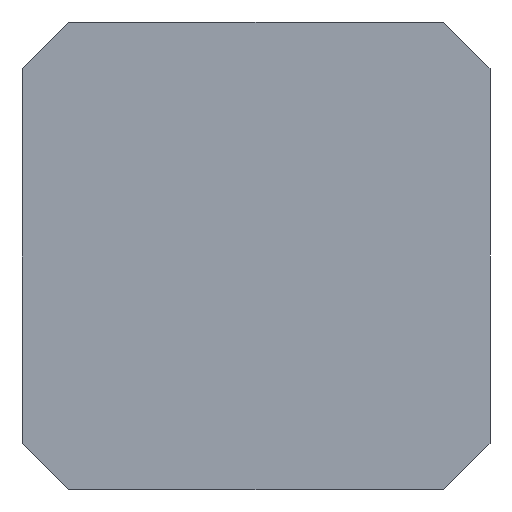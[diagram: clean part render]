
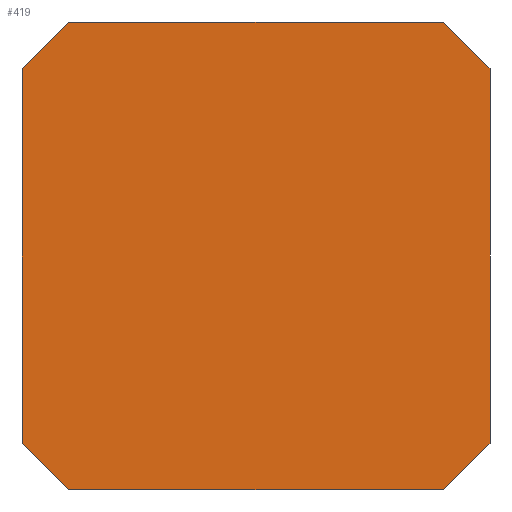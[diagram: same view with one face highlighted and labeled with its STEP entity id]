
A CAD part, front view. The second image highlights one B-rep face of the part: STEP entity #419.
In plain terms, the highlighted planar face has unit normal (0, -1, 0).
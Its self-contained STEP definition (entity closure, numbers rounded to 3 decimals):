
#23 = DIRECTION ( 'NONE',  ( 0., 0., -1. ) ) ;
#24 = VECTOR ( 'NONE', #1220, 1000. ) ;
#36 = DIRECTION ( 'NONE',  ( 0.707, 0., 0.707 ) ) ;
#92 = EDGE_CURVE ( 'NONE', #1048, #153, #783, .T. ) ;
#101 = DIRECTION ( 'NONE',  ( 0.707, 0., -0.707 ) ) ;
#103 = EDGE_CURVE ( 'NONE', #157, #1170, #713, .T. ) ;
#104 = DIRECTION ( 'NONE',  ( 1., 0., 0. ) ) ;
#134 = DIRECTION ( 'NONE',  ( 0., -1., 0. ) ) ;
#153 = VERTEX_POINT ( 'NONE', #407 ) ;
#157 = VERTEX_POINT ( 'NONE', #1302 ) ;
#189 = EDGE_CURVE ( 'NONE', #428, #1193, #1071, .T. ) ;
#233 = DIRECTION ( 'NONE',  ( -0.707, 0., -0.707 ) ) ;
#292 = LINE ( 'NONE', #1257, #1101 ) ;
#330 = EDGE_CURVE ( 'NONE', #428, #406, #656, .T. ) ;
#385 = FACE_OUTER_BOUND ( 'NONE', #1268, .T. ) ;
#406 = VERTEX_POINT ( 'NONE', #465 ) ;
#407 = CARTESIAN_POINT ( 'NONE',  ( 37.8, -50., 0. ) ) ;
#415 = CARTESIAN_POINT ( 'NONE',  ( 0., -50., 0. ) ) ;
#419 = ADVANCED_FACE ( 'NONE', ( #385 ), #1267, .T. ) ;
#428 = VERTEX_POINT ( 'NONE', #876 ) ;
#437 = CARTESIAN_POINT ( 'NONE',  ( 4.2, -50., 0. ) ) ;
#454 = DIRECTION ( 'NONE',  ( 0., 0., -1. ) ) ;
#459 = VECTOR ( 'NONE', #233, 1000. ) ;
#462 = CARTESIAN_POINT ( 'NONE',  ( 37.8, -50., -42. ) ) ;
#465 = CARTESIAN_POINT ( 'NONE',  ( 0., -50., -4.2 ) ) ;
#494 = CARTESIAN_POINT ( 'NONE',  ( 0., -50., 0. ) ) ;
#520 = CARTESIAN_POINT ( 'NONE',  ( 42., -50., 0. ) ) ;
#579 = CARTESIAN_POINT ( 'NONE',  ( 0., -50., -4.2 ) ) ;
#594 = VERTEX_POINT ( 'NONE', #462 ) ;
#595 = ORIENTED_EDGE ( 'NONE', *, *, #330, .F. ) ;
#636 = EDGE_CURVE ( 'NONE', #157, #153, #292, .T. ) ;
#656 = LINE ( 'NONE', #494, #24 ) ;
#660 = LINE ( 'NONE', #1008, #1400 ) ;
#704 = CARTESIAN_POINT ( 'NONE',  ( 0., -50., -42. ) ) ;
#705 = ORIENTED_EDGE ( 'NONE', *, *, #771, .T. ) ;
#713 = LINE ( 'NONE', #520, #797 ) ;
#763 = ORIENTED_EDGE ( 'NONE', *, *, #1348, .F. ) ;
#771 = EDGE_CURVE ( 'NONE', #1048, #406, #1325, .T. ) ;
#783 = LINE ( 'NONE', #415, #1389 ) ;
#797 = VECTOR ( 'NONE', #454, 1000. ) ;
#847 = ORIENTED_EDGE ( 'NONE', *, *, #636, .T. ) ;
#876 = CARTESIAN_POINT ( 'NONE',  ( 0., -50., -37.8 ) ) ;
#1000 = ORIENTED_EDGE ( 'NONE', *, *, #103, .F. ) ;
#1008 = CARTESIAN_POINT ( 'NONE',  ( 37.8, -50., -42. ) ) ;
#1032 = VECTOR ( 'NONE', #1139, 1000. ) ;
#1048 = VERTEX_POINT ( 'NONE', #437 ) ;
#1071 = LINE ( 'NONE', #1177, #1292 ) ;
#1101 = VECTOR ( 'NONE', #1108, 1000. ) ;
#1105 = CARTESIAN_POINT ( 'NONE',  ( 42., -50., -37.8 ) ) ;
#1108 = DIRECTION ( 'NONE',  ( -0.707, 0., 0.707 ) ) ;
#1139 = DIRECTION ( 'NONE',  ( -1., 0., 0. ) ) ;
#1148 = CARTESIAN_POINT ( 'NONE',  ( 0., -50., 0. ) ) ;
#1170 = VERTEX_POINT ( 'NONE', #1105 ) ;
#1177 = CARTESIAN_POINT ( 'NONE',  ( 4.2, -50., -42. ) ) ;
#1187 = ORIENTED_EDGE ( 'NONE', *, *, #1405, .T. ) ;
#1193 = VERTEX_POINT ( 'NONE', #1294 ) ;
#1220 = DIRECTION ( 'NONE',  ( 0., 0., 1. ) ) ;
#1240 = ORIENTED_EDGE ( 'NONE', *, *, #189, .T. ) ;
#1257 = CARTESIAN_POINT ( 'NONE',  ( 37.8, -50., 0. ) ) ;
#1263 = ORIENTED_EDGE ( 'NONE', *, *, #92, .F. ) ;
#1267 = PLANE ( 'NONE',  #1324 ) ;
#1268 = EDGE_LOOP ( 'NONE', ( #1187, #1000, #847, #1263, #705, #595, #1240, #763 ) ) ;
#1278 = LINE ( 'NONE', #704, #1032 ) ;
#1292 = VECTOR ( 'NONE', #101, 1000. ) ;
#1294 = CARTESIAN_POINT ( 'NONE',  ( 4.2, -50., -42. ) ) ;
#1302 = CARTESIAN_POINT ( 'NONE',  ( 42., -50., -4.2 ) ) ;
#1324 = AXIS2_PLACEMENT_3D ( 'NONE', #1148, #134, #23 ) ;
#1325 = LINE ( 'NONE', #579, #459 ) ;
#1348 = EDGE_CURVE ( 'NONE', #594, #1193, #1278, .T. ) ;
#1389 = VECTOR ( 'NONE', #104, 1000. ) ;
#1400 = VECTOR ( 'NONE', #36, 1000. ) ;
#1405 = EDGE_CURVE ( 'NONE', #594, #1170, #660, .T. ) ;
